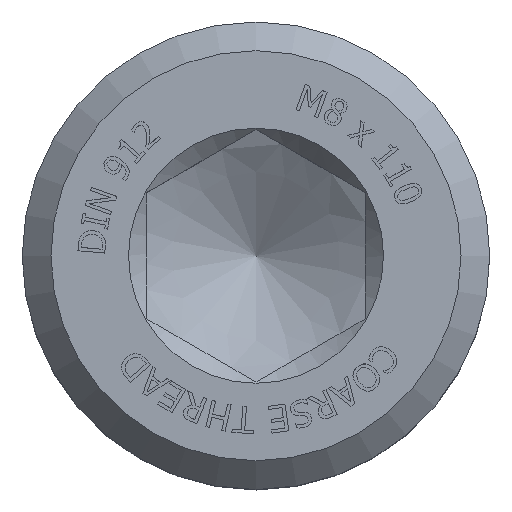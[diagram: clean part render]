
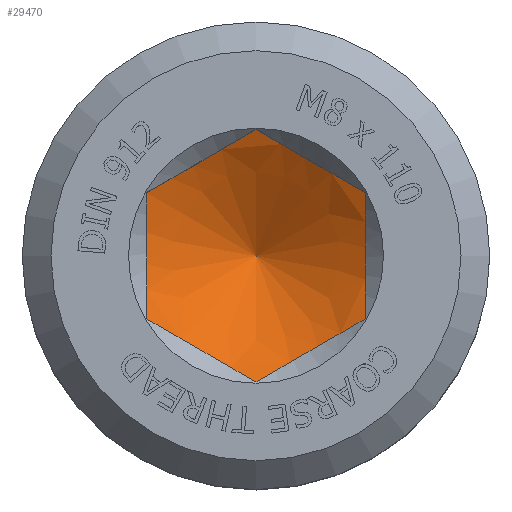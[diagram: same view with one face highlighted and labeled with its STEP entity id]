
A CAD part, top view. The second image highlights one B-rep face of the part: STEP entity #29470.
In plain terms, the highlighted conical face has half-angle 60 degrees and reference radius 2.6 mm.
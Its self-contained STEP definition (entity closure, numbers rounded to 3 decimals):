
#29118=CARTESIAN_POINT('',(0.,3.51,-4.0));
#29119=VERTEX_POINT('',#29118);
#29126=CARTESIAN_POINT('',(3.04,1.755,-4.0));
#29127=VERTEX_POINT('',#29126);
#29128=CARTESIAN_POINT('',(3.04,1.755,-4.0));
#29129=CARTESIAN_POINT('',(1.52,2.633,-4.507));
#29130=CARTESIAN_POINT('',(0.,3.51,-4.0));
#29138=(BOUNDED_CURVE()B_SPLINE_CURVE(2,(#29128,#29129,#29130),.UNSPECIFIED.,.F.,.U.)B_SPLINE_CURVE_WITH_KNOTS((3,3),(0.21,0.67),.UNSPECIFIED.)CURVE()GEOMETRIC_REPRESENTATION_ITEM()RATIONAL_B_SPLINE_CURVE((1.258,1.453,1.258))REPRESENTATION_ITEM(''));
#29139=EDGE_CURVE('',#29127,#29119,#29138,.T.);
#29156=CARTESIAN_POINT('',(-3.04,1.755,-4.0));
#29157=VERTEX_POINT('',#29156);
#29164=CARTESIAN_POINT('',(0.,3.51,-4.0));
#29165=CARTESIAN_POINT('',(-1.52,2.633,-4.507));
#29166=CARTESIAN_POINT('',(-3.04,1.755,-4.0));
#29174=(BOUNDED_CURVE()B_SPLINE_CURVE(2,(#29164,#29165,#29166),.UNSPECIFIED.,.F.,.U.)B_SPLINE_CURVE_WITH_KNOTS((3,3),(0.21,0.67),.UNSPECIFIED.)CURVE()GEOMETRIC_REPRESENTATION_ITEM()RATIONAL_B_SPLINE_CURVE((1.258,1.453,1.258))REPRESENTATION_ITEM(''));
#29175=EDGE_CURVE('',#29119,#29157,#29174,.T.);
#29187=CARTESIAN_POINT('',(-3.04,-1.755,-4.0));
#29188=VERTEX_POINT('',#29187);
#29195=CARTESIAN_POINT('',(-3.04,1.755,-4.0));
#29196=CARTESIAN_POINT('',(-3.04,0.,-4.507));
#29197=CARTESIAN_POINT('',(-3.04,-1.755,-4.0));
#29205=(BOUNDED_CURVE()B_SPLINE_CURVE(2,(#29195,#29196,#29197),.UNSPECIFIED.,.F.,.U.)B_SPLINE_CURVE_WITH_KNOTS((3,3),(0.21,0.67),.UNSPECIFIED.)CURVE()GEOMETRIC_REPRESENTATION_ITEM()RATIONAL_B_SPLINE_CURVE((1.258,1.453,1.258))REPRESENTATION_ITEM(''));
#29206=EDGE_CURVE('',#29157,#29188,#29205,.T.);
#29218=CARTESIAN_POINT('',(0.,-3.51,-4.0));
#29219=VERTEX_POINT('',#29218);
#29226=CARTESIAN_POINT('',(-3.04,-1.755,-4.0));
#29227=CARTESIAN_POINT('',(-1.52,-2.633,-4.507));
#29228=CARTESIAN_POINT('',(0.,-3.51,-4.0));
#29236=(BOUNDED_CURVE()B_SPLINE_CURVE(2,(#29226,#29227,#29228),.UNSPECIFIED.,.F.,.U.)B_SPLINE_CURVE_WITH_KNOTS((3,3),(0.21,0.67),.UNSPECIFIED.)CURVE()GEOMETRIC_REPRESENTATION_ITEM()RATIONAL_B_SPLINE_CURVE((1.258,1.453,1.258))REPRESENTATION_ITEM(''));
#29237=EDGE_CURVE('',#29188,#29219,#29236,.T.);
#29249=CARTESIAN_POINT('',(3.04,-1.755,-4.));
#29250=VERTEX_POINT('',#29249);
#29257=CARTESIAN_POINT('',(0.,-3.51,-4.0));
#29258=CARTESIAN_POINT('',(1.52,-2.633,-4.507));
#29259=CARTESIAN_POINT('',(3.04,-1.755,-4.));
#29267=(BOUNDED_CURVE()B_SPLINE_CURVE(2,(#29257,#29258,#29259),.UNSPECIFIED.,.F.,.U.)B_SPLINE_CURVE_WITH_KNOTS((3,3),(0.21,0.67),.UNSPECIFIED.)CURVE()GEOMETRIC_REPRESENTATION_ITEM()RATIONAL_B_SPLINE_CURVE((1.258,1.453,1.258))REPRESENTATION_ITEM(''));
#29268=EDGE_CURVE('',#29219,#29250,#29267,.T.);
#29281=CARTESIAN_POINT('',(3.04,-1.755,-4.));
#29282=CARTESIAN_POINT('',(3.04,0.,-4.507));
#29283=CARTESIAN_POINT('',(3.04,1.755,-4.0));
#29291=(BOUNDED_CURVE()B_SPLINE_CURVE(2,(#29281,#29282,#29283),.UNSPECIFIED.,.F.,.U.)B_SPLINE_CURVE_WITH_KNOTS((3,3),(0.21,0.67),.UNSPECIFIED.)CURVE()GEOMETRIC_REPRESENTATION_ITEM()RATIONAL_B_SPLINE_CURVE((1.258,1.453,1.258))REPRESENTATION_ITEM(''));
#29292=EDGE_CURVE('',#29250,#29127,#29291,.T.);
#29457=CARTESIAN_POINT('',(0.0,0.,-4.526));
#29458=DIRECTION('',(0.0,0.,1.0));
#29459=DIRECTION('',(0.0,1.0,0.0));
#29460=AXIS2_PLACEMENT_3D('',#29457,#29458,#29459);
#29461=CONICAL_SURFACE('',#29460,2.6,60.);
#29462=ORIENTED_EDGE('',*,*,#29206,.T.);
#29463=ORIENTED_EDGE('',*,*,#29237,.T.);
#29464=ORIENTED_EDGE('',*,*,#29268,.T.);
#29465=ORIENTED_EDGE('',*,*,#29292,.T.);
#29466=ORIENTED_EDGE('',*,*,#29139,.T.);
#29467=ORIENTED_EDGE('',*,*,#29175,.T.);
#29468=EDGE_LOOP('',(#29462,#29463,#29464,#29465,#29466,#29467));
#29469=FACE_OUTER_BOUND('',#29468,.T.);
#29470=ADVANCED_FACE('',(#29469),#29461,.F.);
